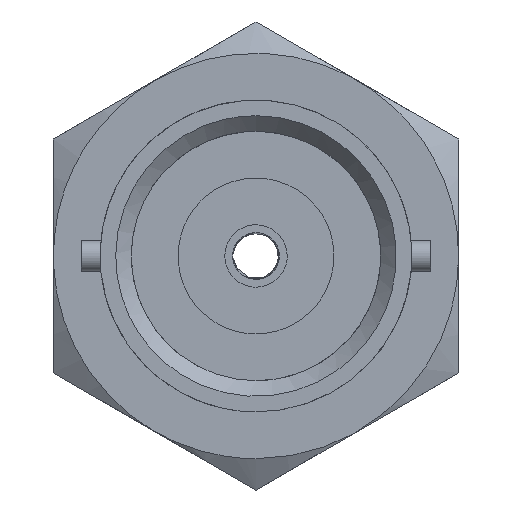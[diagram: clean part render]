
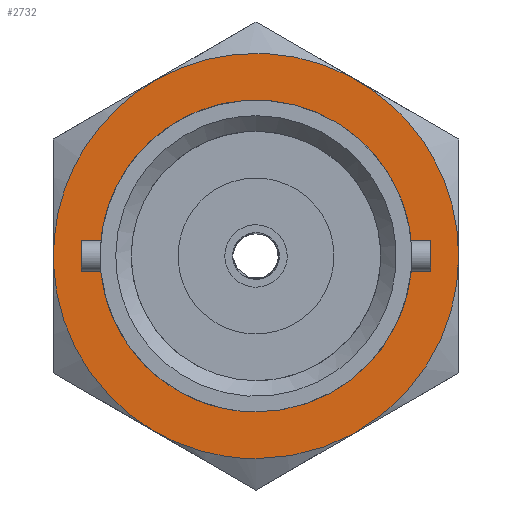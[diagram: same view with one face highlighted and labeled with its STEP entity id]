
A CAD part, front view. The second image highlights one B-rep face of the part: STEP entity #2732.
In plain terms, the highlighted free-form (B-spline) face has degree [1, 1] with [2, 2] control points.
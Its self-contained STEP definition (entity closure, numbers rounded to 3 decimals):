
#1969 = EDGE_CURVE('',#1970,#1970,#1972,.T.);
#1970 = VERTEX_POINT('',#1971);
#1971 = CARTESIAN_POINT('',(0.,13.703,-6.525));
#1972 = ( BOUNDED_CURVE() B_SPLINE_CURVE(2,(#1973,#1974,#1975,#1976,
#1977,#1978,#1979),.UNSPECIFIED.,.T.,.F.) B_SPLINE_CURVE_WITH_KNOTS((1,2
    ,2,2,2,1),(-2.094,0.,2.094,4.189,
6.283,8.378),.UNSPECIFIED.) CURVE() 
GEOMETRIC_REPRESENTATION_ITEM() RATIONAL_B_SPLINE_CURVE((1.,0.5,1.,0.5,
1.,0.5,1.)) REPRESENTATION_ITEM('') );
#1973 = CARTESIAN_POINT('',(0.,13.703,-6.525));
#1974 = CARTESIAN_POINT('',(11.302,13.703,
    -6.525));
#1975 = CARTESIAN_POINT('',(5.651,13.703,3.263
    ));
#1976 = CARTESIAN_POINT('',(0.,13.703,
    13.05));
#1977 = CARTESIAN_POINT('',(-5.651,13.703,
    3.263));
#1978 = CARTESIAN_POINT('',(-11.302,13.703,
    -6.525));
#1979 = CARTESIAN_POINT('',(0.,13.703,-6.525));
#2699 = EDGE_CURVE('',#2700,#2700,#2702,.T.);
#2700 = VERTEX_POINT('',#2701);
#2701 = CARTESIAN_POINT('',(0.,13.703,-8.483));
#2702 = ( BOUNDED_CURVE() B_SPLINE_CURVE(2,(#2703,#2704,#2705,#2706,
#2707,#2708,#2709),.UNSPECIFIED.,.T.,.F.) B_SPLINE_CURVE_WITH_KNOTS((1,2
    ,2,2,2,1),(-2.094,0.,2.094,4.189,
6.283,8.378),.UNSPECIFIED.) CURVE() 
GEOMETRIC_REPRESENTATION_ITEM() RATIONAL_B_SPLINE_CURVE((1.,0.5,1.,0.5,
1.,0.5,1.)) REPRESENTATION_ITEM('') );
#2703 = CARTESIAN_POINT('',(0.,13.703,-8.483));
#2704 = CARTESIAN_POINT('',(14.693,13.703,
    -8.483));
#2705 = CARTESIAN_POINT('',(7.346,13.703,
    4.241));
#2706 = CARTESIAN_POINT('',(0.,13.703,
    16.966));
#2707 = CARTESIAN_POINT('',(-7.346,13.703,
    4.241));
#2708 = CARTESIAN_POINT('',(-14.693,13.703,
    -8.483));
#2709 = CARTESIAN_POINT('',(0.,13.703,-8.483));
#2732 = ADVANCED_FACE('',(#2733,#2736),#2739,.F.);
#2733 = FACE_BOUND('',#2734,.T.);
#2734 = EDGE_LOOP('',(#2735));
#2735 = ORIENTED_EDGE('',*,*,#1969,.F.);
#2736 = FACE_BOUND('',#2737,.T.);
#2737 = EDGE_LOOP('',(#2738));
#2738 = ORIENTED_EDGE('',*,*,#2699,.T.);
#2739 = B_SPLINE_SURFACE_WITH_KNOTS('',1,1,(
    (#2740,#2741)
    ,(#2742,#2743
    )),.UNSPECIFIED.,.F.,.F.,.F.,(2,2),(2,2),(-13.,0.),(-6.5,6.5),
  .PIECEWISE_BEZIER_KNOTS.);
#2740 = CARTESIAN_POINT('',(-8.483,13.703,
    -8.483));
#2741 = CARTESIAN_POINT('',(8.483,13.703,-8.483
    ));
#2742 = CARTESIAN_POINT('',(-8.483,13.703,8.483
    ));
#2743 = CARTESIAN_POINT('',(8.483,13.703,8.483)
  );
